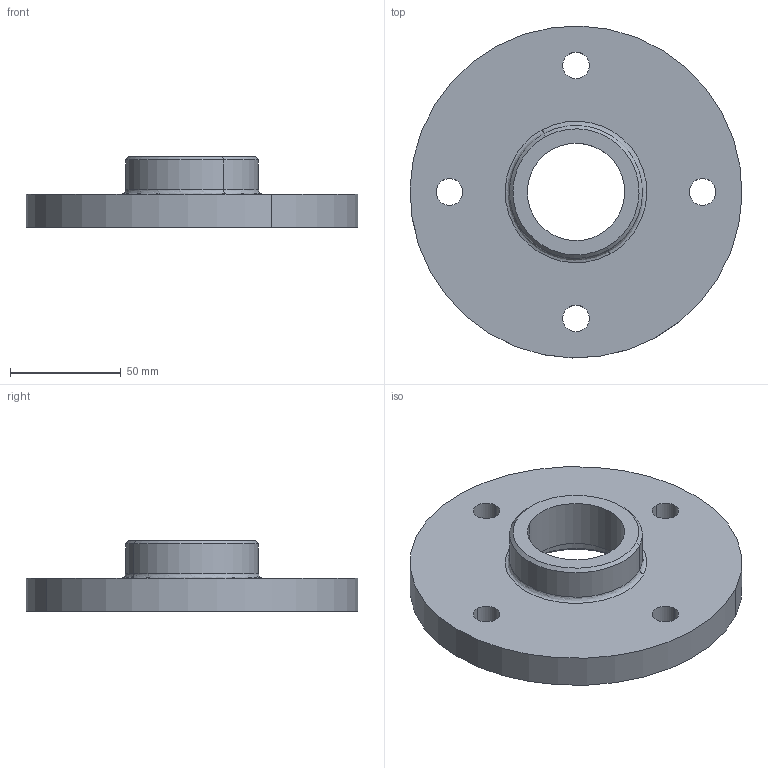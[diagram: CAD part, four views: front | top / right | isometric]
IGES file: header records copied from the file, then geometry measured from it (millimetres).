
Start section: START RECORD GO HERE.
Global section: file name: Elargisseurs de voies arriere.igs; native system: DASSAULT SYSTEMES CATIA Version 5-6 Release 2012 - www.3ds.com; preprocessor: V5-6R2012_5.22.3.119.12-07-2016.09.20; author: U482888; organization: INETPSA; date: 20180408.093215; units: millimetre
Bounding box: 149.96 x 149.96 x 32 mm (x, y, z)
Surface area: 48244.4 mm2 (no closed solid volume)
Topology: 0 solids, 0 shells, 28 faces, 128 edges, 128 vertices
Faces by surface type: revolution 24, plane 4
